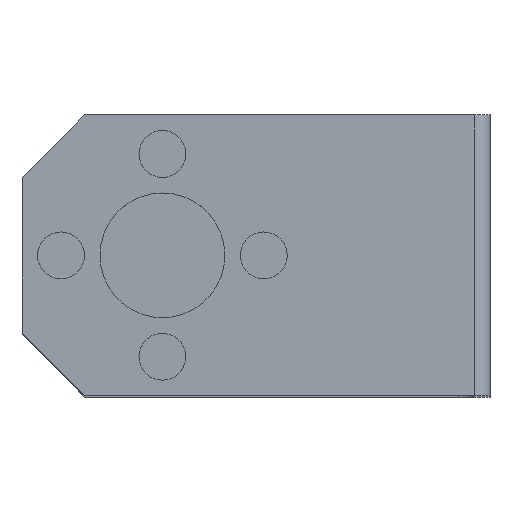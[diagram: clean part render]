
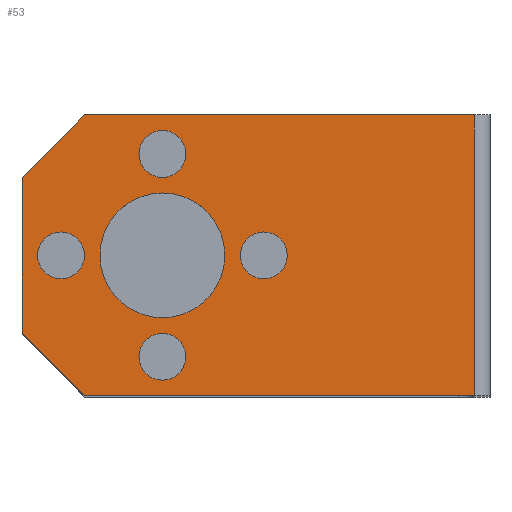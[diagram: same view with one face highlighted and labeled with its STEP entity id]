
A CAD part, top view. The second image highlights one B-rep face of the part: STEP entity #53.
In plain terms, the highlighted planar face has unit normal (0, 0, 1).
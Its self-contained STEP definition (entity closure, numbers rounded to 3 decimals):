
#53=ADVANCED_FACE('',(#81,#83,#85,#87,#89,#91),#93,.T.);
#81=FACE_BOUND('',#82,.T.);
#82=EDGE_LOOP('',(#337,#338,#339,#340,#341,#342));
#83=FACE_BOUND('',#84,.T.);
#84=EDGE_LOOP('',(#343));
#85=FACE_BOUND('',#86,.T.);
#86=EDGE_LOOP('',(#344));
#87=FACE_BOUND('',#88,.T.);
#88=EDGE_LOOP('',(#345));
#89=FACE_BOUND('',#90,.T.);
#90=EDGE_LOOP('',(#346));
#91=FACE_BOUND('',#92,.T.);
#92=EDGE_LOOP('',(#347));
#93=PLANE('',#94);
#94=AXIS2_PLACEMENT_3D('',#95,#96,#97);
#95=CARTESIAN_POINT('',(-5.,-9.,23.5));
#96=DIRECTION('',(0.,0.,1.));
#97=DIRECTION('',(1.,0.,0.));
#337=ORIENTED_EDGE('',*,*,#473,.F.);
#338=ORIENTED_EDGE('',*,*,#474,.F.);
#339=ORIENTED_EDGE('',*,*,#475,.F.);
#340=ORIENTED_EDGE('',*,*,#476,.T.);
#341=ORIENTED_EDGE('',*,*,#477,.T.);
#342=ORIENTED_EDGE('',*,*,#478,.F.);
#343=ORIENTED_EDGE('',*,*,#479,.T.);
#344=ORIENTED_EDGE('',*,*,#480,.T.);
#345=ORIENTED_EDGE('',*,*,#481,.T.);
#346=ORIENTED_EDGE('',*,*,#482,.T.);
#347=ORIENTED_EDGE('',*,*,#483,.T.);
#473=EDGE_CURVE('',#541,#542,#543,.F.);
#474=EDGE_CURVE('',#544,#541,#545,.T.);
#475=EDGE_CURVE('',#546,#544,#547,.F.);
#476=EDGE_CURVE('',#546,#548,#549,.T.);
#477=EDGE_CURVE('',#548,#550,#551,.T.);
#478=EDGE_CURVE('',#542,#550,#552,.T.);
#479=EDGE_CURVE('',#553,#553,#554,.F.);
#480=EDGE_CURVE('',#555,#555,#556,.F.);
#481=EDGE_CURVE('',#557,#557,#558,.F.);
#482=EDGE_CURVE('',#559,#559,#560,.F.);
#483=EDGE_CURVE('',#561,#561,#562,.F.);
#541=VERTEX_POINT('',#661);
#542=VERTEX_POINT('',#662);
#543=LINE('',#663,#664);
#544=VERTEX_POINT('',#666);
#545=LINE('',#667,#668);
#546=VERTEX_POINT('',#670);
#547=LINE('',#671,#672);
#548=VERTEX_POINT('',#674);
#549=LINE('',#675,#676);
#550=VERTEX_POINT('',#678);
#551=LINE('',#679,#680);
#552=LINE('',#682,#683);
#553=VERTEX_POINT('',#685);
#554=CIRCLE('',#686,1.5);
#555=VERTEX_POINT('',#690);
#556=CIRCLE('',#691,4.);
#557=VERTEX_POINT('',#695);
#558=CIRCLE('',#696,1.5);
#559=VERTEX_POINT('',#700);
#560=CIRCLE('',#701,1.5);
#561=VERTEX_POINT('',#705);
#562=CIRCLE('',#706,1.5);
#661=CARTESIAN_POINT('',(-5.,5.,23.5));
#662=CARTESIAN_POINT('',(-1.,9.,23.5));
#663=CARTESIAN_POINT('',(-1.,9.,23.5));
#664=VECTOR('',#665,1.);
#665=DIRECTION('',(-0.707,-0.707,0.));
#666=CARTESIAN_POINT('',(-5.,-5.,23.5));
#667=CARTESIAN_POINT('',(-5.,-5.,23.5));
#668=VECTOR('',#669,1.);
#669=DIRECTION('',(0.,1.,0.));
#670=CARTESIAN_POINT('',(-1.,-9.,23.5));
#671=CARTESIAN_POINT('',(-5.,-5.,23.5));
#672=VECTOR('',#673,1.);
#673=DIRECTION('',(0.707,-0.707,0.));
#674=CARTESIAN_POINT('',(24.,-9.,23.5));
#675=CARTESIAN_POINT('',(-1.,-9.,23.5));
#676=VECTOR('',#677,1.);
#677=DIRECTION('',(1.,0.,0.));
#678=CARTESIAN_POINT('',(24.,9.,23.5));
#679=CARTESIAN_POINT('',(24.,-9.,23.5));
#680=VECTOR('',#681,1.);
#681=DIRECTION('',(0.,1.,0.));
#682=CARTESIAN_POINT('',(-1.,9.,23.5));
#683=VECTOR('',#684,1.);
#684=DIRECTION('',(1.,0.,0.));
#685=CARTESIAN_POINT('',(-2.5,1.5,23.5));
#686=AXIS2_PLACEMENT_3D('',#687,#688,#689);
#687=CARTESIAN_POINT('',(-2.5,0.,23.5));
#688=DIRECTION('',(0.,0.,1.));
#689=DIRECTION('',(0.,1.,0.));
#690=CARTESIAN_POINT('',(4.,4.,23.5));
#691=AXIS2_PLACEMENT_3D('',#692,#693,#694);
#692=CARTESIAN_POINT('',(4.,0.,23.5));
#693=DIRECTION('',(0.,0.,1.));
#694=DIRECTION('',(0.,1.,0.));
#695=CARTESIAN_POINT('',(4.,8.,23.5));
#696=AXIS2_PLACEMENT_3D('',#697,#698,#699);
#697=CARTESIAN_POINT('',(4.,6.5,23.5));
#698=DIRECTION('',(0.,0.,1.));
#699=DIRECTION('',(0.,1.,0.));
#700=CARTESIAN_POINT('',(4.,-5.,23.5));
#701=AXIS2_PLACEMENT_3D('',#702,#703,#704);
#702=CARTESIAN_POINT('',(4.,-6.5,23.5));
#703=DIRECTION('',(0.,0.,1.));
#704=DIRECTION('',(0.,1.,0.));
#705=CARTESIAN_POINT('',(10.5,1.5,23.5));
#706=AXIS2_PLACEMENT_3D('',#707,#708,#709);
#707=CARTESIAN_POINT('',(10.5,0.,23.5));
#708=DIRECTION('',(0.,0.,1.));
#709=DIRECTION('',(0.,1.,0.));
